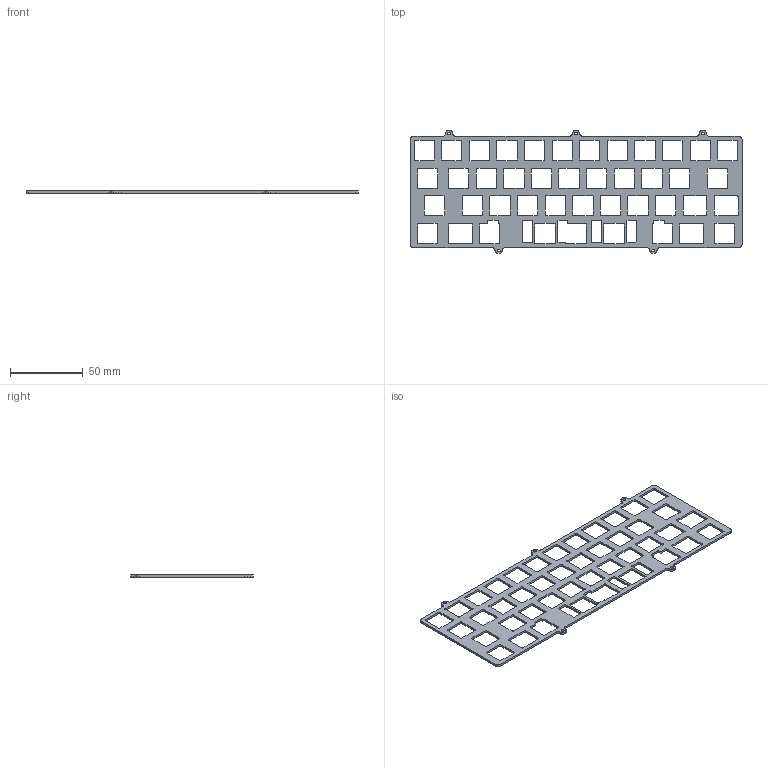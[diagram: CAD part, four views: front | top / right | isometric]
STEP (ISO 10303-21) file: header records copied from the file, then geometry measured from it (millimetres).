
FILE_DESCRIPTION(/* description */ (''),/* implementation_level */ '2;1');
FILE_NAME(/* name */ 'Gridiron-Plate(Plop).step',/* time_stamp */ '2022-04-11T20:16:04-04:00',/* author */ (''),/* organization */ (''),/* preprocessor_version */ 'ST-DEVELOPER v18.1',/* originating_system */ 'Autodesk Translation Framework v10.14.0.1471',/* authorisation */ '');
FILE_SCHEMA (('AUTOMOTIVE_DESIGN { 1 0 10303 214 3 1 1 }'));
Length unit declared in the file: millimetre
Products named in the file (1): Gridiron-Plate(Plop)
Bounding box: 228.6 x 84.6 x 1.5 mm (x, y, z)
Volume: 12909.8 mm3; surface area: 22018.1 mm2
Topology: 1 solids, 1 shells, 431 faces, 1287 edges, 858 vertices
Faces by surface type: cylinder 219, plane 212
Full cylindrical faces by diameter (mm): 2 x5
Entity records: 14863 total; most frequent: DIRECTION 2589, CARTESIAN_POINT 2577, ORIENTED_EDGE 2574, EDGE_CURVE 1287, AXIS2_PLACEMENT_3D 870, VERTEX_POINT 858, LINE 849, VECTOR 849
